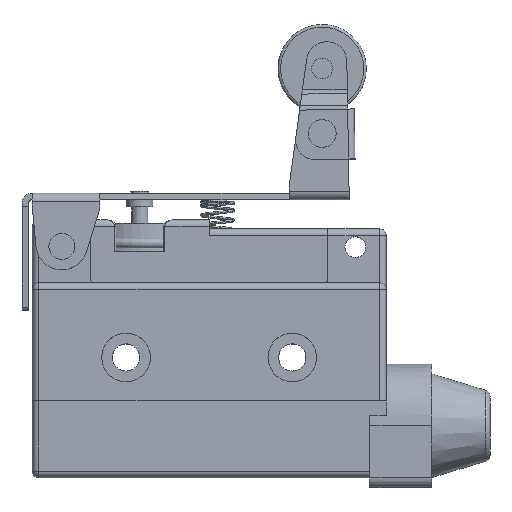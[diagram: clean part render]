
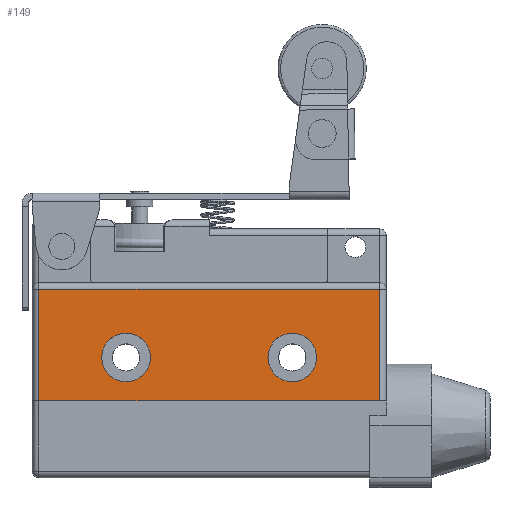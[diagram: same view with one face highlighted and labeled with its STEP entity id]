
A CAD part, top view. The second image highlights one B-rep face of the part: STEP entity #149.
In plain terms, the highlighted planar face has unit normal (0, 0, 1).
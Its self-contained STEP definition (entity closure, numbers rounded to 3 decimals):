
#149=ADVANCED_FACE('',(#1354,#1356,#1358),#1360,.T.);
#1354=FACE_BOUND('',#1355,.T.);
#1355=EDGE_LOOP('',(#4746,#4747,#4748,#4749));
#1356=FACE_BOUND('',#1357,.T.);
#1357=EDGE_LOOP('',(#4750));
#1358=FACE_BOUND('',#1359,.T.);
#1359=EDGE_LOOP('',(#4751));
#1360=PLANE('',#1361);
#1361=AXIS2_PLACEMENT_3D('',#1362,#1363,#1364);
#1362=CARTESIAN_POINT('',(0.,0.,11.));
#1363=DIRECTION('',(0.,0.,1.));
#1364=DIRECTION('',(1.,0.,0.));
#4746=ORIENTED_EDGE('',*,*,#5904,.T.);
#4747=ORIENTED_EDGE('',*,*,#5973,.T.);
#4748=ORIENTED_EDGE('',*,*,#5974,.T.);
#4749=ORIENTED_EDGE('',*,*,#5975,.T.);
#4750=ORIENTED_EDGE('',*,*,#5972,.F.);
#4751=ORIENTED_EDGE('',*,*,#5976,.F.);
#5904=EDGE_CURVE('',#6775,#6773,#6776,.T.);
#5972=EDGE_CURVE('',#6889,#6889,#6890,.T.);
#5973=EDGE_CURVE('',#6773,#6891,#6892,.T.);
#5974=EDGE_CURVE('',#6891,#6893,#6894,.T.);
#5975=EDGE_CURVE('',#6893,#6775,#6895,.T.);
#5976=EDGE_CURVE('',#6896,#6896,#6897,.T.);
#6773=VERTEX_POINT('',#8896);
#6775=VERTEX_POINT('',#8901);
#6776=LINE('',#8902,#8903);
#6889=VERTEX_POINT('',#9171);
#6890=CIRCLE('',#9172,3.75);
#6891=VERTEX_POINT('',#9176);
#6892=LINE('',#9177,#9178);
#6893=VERTEX_POINT('',#9180);
#6894=LINE('',#9181,#9182);
#6895=LINE('',#9184,#9185);
#6896=VERTEX_POINT('',#9187);
#6897=CIRCLE('',#9188,3.75);
#8896=CARTESIAN_POINT('',(26.25,0.,11.));
#8901=CARTESIAN_POINT('',(-26.25,0.,11.));
#8902=CARTESIAN_POINT('',(-26.25,0.,11.));
#8903=VECTOR('',#8904,1.);
#8904=DIRECTION('',(1.,0.,0.));
#9171=CARTESIAN_POINT('',(16.55,6.7,11.));
#9172=AXIS2_PLACEMENT_3D('',#9173,#9174,#9175);
#9173=CARTESIAN_POINT('',(12.8,6.7,11.));
#9174=DIRECTION('',(0.,0.,1.));
#9175=DIRECTION('',(-1.,0.,0.));
#9176=CARTESIAN_POINT('',(26.25,17.2,11.));
#9177=CARTESIAN_POINT('',(26.25,0.,11.));
#9178=VECTOR('',#9179,1.);
#9179=DIRECTION('',(0.,1.,0.));
#9180=CARTESIAN_POINT('',(-26.25,17.2,11.));
#9181=CARTESIAN_POINT('',(26.25,17.2,11.));
#9182=VECTOR('',#9183,1.);
#9183=DIRECTION('',(-1.,0.,0.));
#9184=CARTESIAN_POINT('',(-26.25,17.2,11.));
#9185=VECTOR('',#9186,1.);
#9186=DIRECTION('',(0.,-1.,0.));
#9187=CARTESIAN_POINT('',(-9.05,6.7,11.));
#9188=AXIS2_PLACEMENT_3D('',#9189,#9190,#9191);
#9189=CARTESIAN_POINT('',(-12.8,6.7,11.));
#9190=DIRECTION('',(0.,0.,1.));
#9191=DIRECTION('',(1.,0.,0.));
